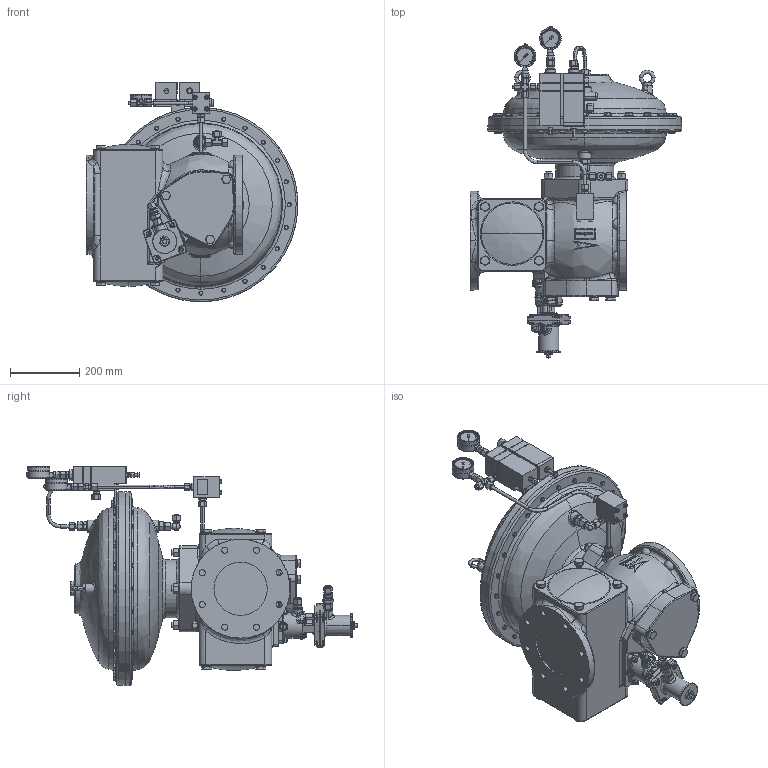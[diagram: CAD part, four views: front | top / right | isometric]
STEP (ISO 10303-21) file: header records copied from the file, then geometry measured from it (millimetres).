
FILE_DESCRIPTION (( 'STEP AP214' ), '1' );
FILE_NAME ('15069500-HON372-DN150-PN16-K1a_HON650.STEP', '2019-04-01T13:00:52', ( '' ), ( '' ), 'SwSTEP 2.0', 'SolidWorks 2017', '' );
FILE_SCHEMA (( 'AUTOMOTIVE_DESIGN' ));
Length unit declared in the file: millimetre
Products named in the file (1): 15069500-HON372-DN150-PN16-K1a_HON650
Bounding box: 611 x 956.98 x 633.31 mm (x, y, z)
Volume: 73570267.1 mm3; surface area: 1845316.6 mm2
Topology: 1 solids, 1 shells, 4430 faces, 10592 edges, 6442 vertices
Faces by surface type: plane 1796, cone 1002, cylinder 885, bspline 747
Entity records: 215659 total; most frequent: CARTESIAN_POINT 74325, ORIENTED_EDGE 21100, DIRECTION 18272, EDGE_CURVE 10550, AXIS2_PLACEMENT_3D 7132, VERTEX_POINT 6442, EDGE_LOOP 4772, FACE_OUTER_BOUND 4434
